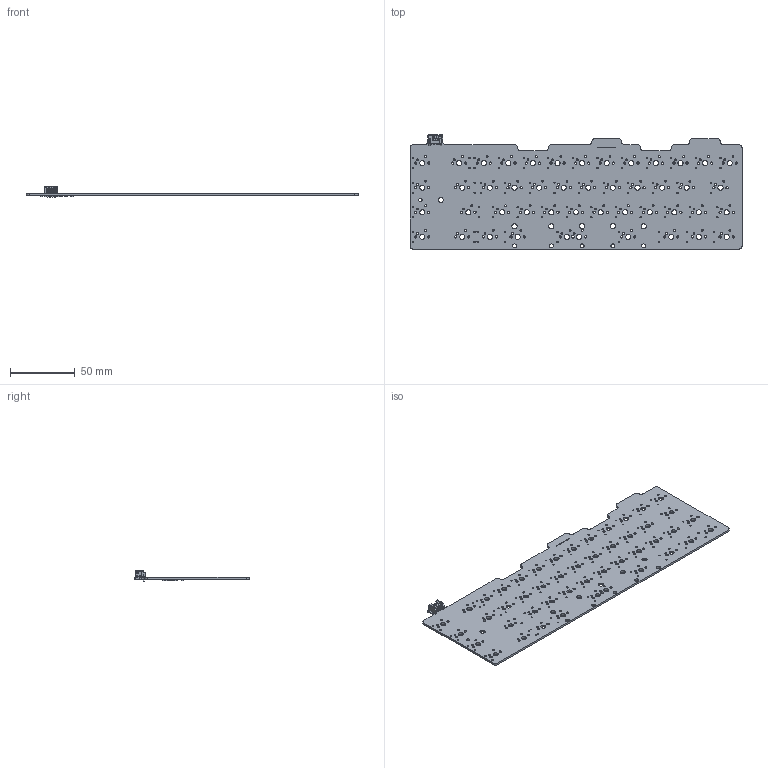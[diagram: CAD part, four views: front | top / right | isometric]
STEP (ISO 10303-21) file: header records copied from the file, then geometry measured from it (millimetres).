
FILE_DESCRIPTION(('KiCad electronic assembly'),'2;1');
FILE_NAME('MainPCB_Ave_Stagger_rev10.step','2020-04-15T17:21:21',( 'An Author'),('A Company'),'Open CASCADE STEP processor 6.9', 'KiCad to STEP converter','Unknown');
FILE_SCHEMA(('AUTOMOTIVE_DESIGN { 1 0 10303 214 1 1 1 1 }'));
Length unit declared in the file: millimetre
Products named in the file (12): Open CASCADE STEP translator 6.9 1; JST_PH_S4B-PH-K_1x04_P2.00mm_Horizontal; SOLID; C_0805_2012Metric; R_0805_2012Metric; Crystal_SMD_3225-4Pin_3.2x2.5mm; QFN-44-1EP_7x7mm_P0.5mm_EP5.2x5.2mm; COMPOUND
Assembly tree (20 placements, depth 3):
  Open CASCADE STEP translator 6.9 1
    JST_PH_S4B-PH-K_1x04_P2.00mm_Horizontal
      SOLID
    C_0805_2012Metric  x7
      SOLID
    R_0805_2012Metric  x4
      SOLID
    Crystal_SMD_3225-4Pin_3.2x2.5mm
      SOLID
    QFN-44-1EP_7x7mm_P0.5mm_EP5.2x5.2mm
      SOLID
    COMPOUND
Bounding box: 257.18 x 88.59 x 8.25 mm (x, y, z)
Volume: 31803.2 mm3; surface area: 44507.5 mm2
Topology: 15 solids, 15 shells, 1181 faces, 3343 edges, 2214 vertices
Faces by surface type: plane 662, cylinder 519
Full cylindrical faces by diameter (mm): 0.4 x1, 0.5 x12, 0.75 x4, 1 x92, 1.47 x94, 1.75 x92, 2.693 x1, 3.048 x5, 3.988 x52, 4 x1
Entity records: 71648 total; most frequent: CARTESIAN_POINT 11043, DIRECTION 10847, LINE 6425, VECTOR 6425, ORIENTED_EDGE 5414, PCURVE 5414, DEFINITIONAL_REPRESENTATION 5414, EDGE_CURVE 2707
